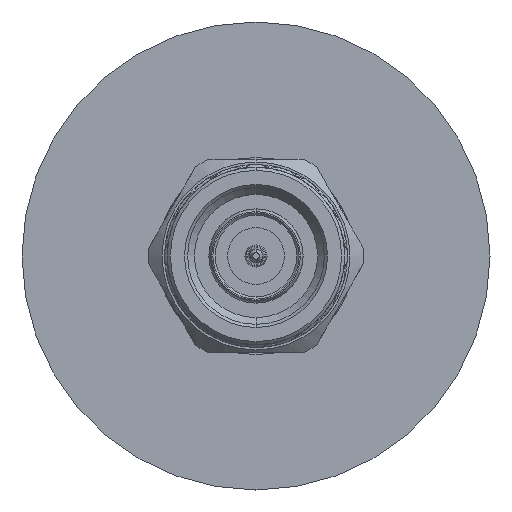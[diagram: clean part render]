
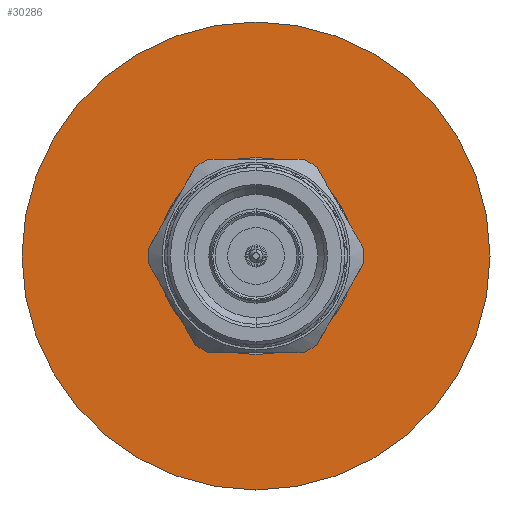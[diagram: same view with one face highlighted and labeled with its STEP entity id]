
A CAD part, left-side view. The second image highlights one B-rep face of the part: STEP entity #30286.
In plain terms, the highlighted planar face has unit normal (-1, 0, 0).
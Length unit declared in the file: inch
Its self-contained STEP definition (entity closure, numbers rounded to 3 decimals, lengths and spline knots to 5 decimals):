
#404 = DIRECTION ( 'NONE',  ( 0., -1., 0. ) ) ;
#421 = EDGE_CURVE ( 'NONE', #24083, #11980, #10683, .T. ) ;
#1647 = CARTESIAN_POINT ( 'NONE',  ( -0.47448, 0.95023, 0. ) ) ;
#3616 = EDGE_LOOP ( 'NONE', ( #4647, #29750 ) ) ;
#4182 = CARTESIAN_POINT ( 'NONE',  ( -0.47448, -0.54583, 0. ) ) ;
#4647 = ORIENTED_EDGE ( 'NONE', *, *, #34542, .T. ) ;
#5745 = AXIS2_PLACEMENT_3D ( 'NONE', #14403, #25621, #404 ) ;
#6281 = DIRECTION ( 'NONE',  ( -1., 0., 0. ) ) ;
#10683 = CIRCLE ( 'NONE', #30054, 0.74803 ) ;
#11980 = VERTEX_POINT ( 'NONE', #4182 ) ;
#14403 = CARTESIAN_POINT ( 'NONE',  ( -0.47448, 0.2022, 0. ) ) ;
#15727 = DIRECTION ( 'NONE',  ( 0., 1., 0. ) ) ;
#15762 = AXIS2_PLACEMENT_3D ( 'NONE', #28972, #29697, #15727 ) ;
#18685 = CIRCLE ( 'NONE', #5745, 0.74803 ) ;
#21086 = PLANE ( 'NONE',  #15762 ) ;
#21257 = FACE_OUTER_BOUND ( 'NONE', #3616, .T. ) ;
#24083 = VERTEX_POINT ( 'NONE', #1647 ) ;
#25621 = DIRECTION ( 'NONE',  ( -1., 0., 0. ) ) ;
#26005 = CARTESIAN_POINT ( 'NONE',  ( -0.47448, 0.2022, 0. ) ) ;
#26182 = DIRECTION ( 'NONE',  ( 0., -1., 0. ) ) ;
#28972 = CARTESIAN_POINT ( 'NONE',  ( -0.47448, 0.7022, 0. ) ) ;
#29697 = DIRECTION ( 'NONE',  ( 1., 0., 0. ) ) ;
#29750 = ORIENTED_EDGE ( 'NONE', *, *, #421, .T. ) ;
#30054 = AXIS2_PLACEMENT_3D ( 'NONE', #26005, #6281, #26182 ) ;
#30286 = ADVANCED_FACE ( 'NONE', ( #21257 ), #21086, .F. ) ;
#34542 = EDGE_CURVE ( 'NONE', #11980, #24083, #18685, .T. ) ;
